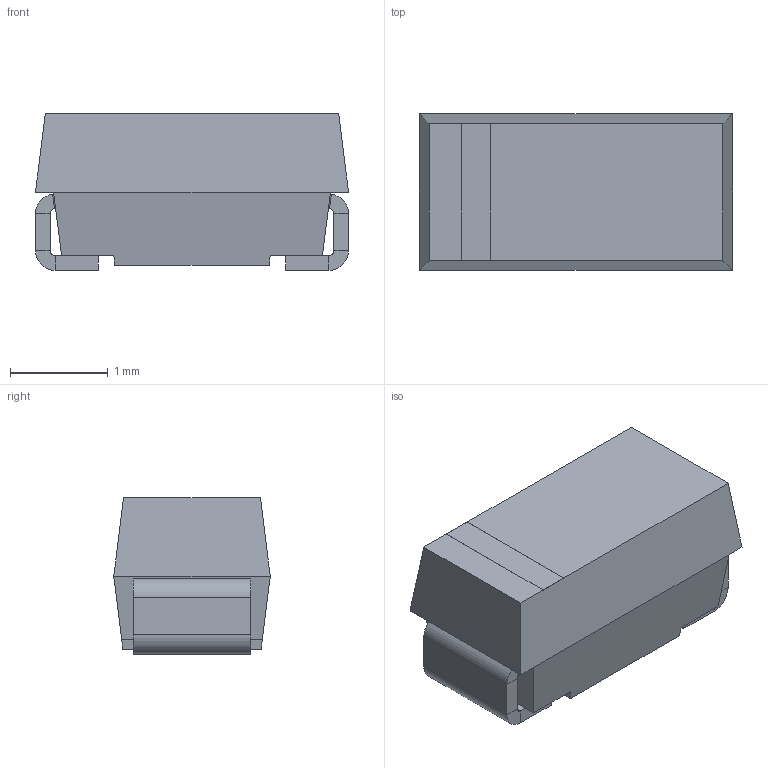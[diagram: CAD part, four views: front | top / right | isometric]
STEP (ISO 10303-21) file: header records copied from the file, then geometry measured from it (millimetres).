
FILE_DESCRIPTION(/* description */ (''),/* implementation_level */ '2;1');
FILE_NAME(/* name */ 'cap_tan_A.stp',/* time_stamp */ '2017-02-09T20:46:39-05:00',/* author */ (''),/* organization */ (''),/* preprocessor_version */ 'ST-DEVELOPER v16.5',/* originating_system */ 'Autodesk Translation Framework v5.2.0.2920',/* authorisation */ '');
FILE_SCHEMA (('AUTOMOTIVE_DESIGN { 1 0 10303 214 3 1 1 }'));
Length unit declared in the file: millimetre
Products named in the file (1): condensateurTantale_106C v2
Bounding box: 3.2 x 1.6 x 1.6 mm (x, y, z)
Volume: 7.1 mm3; surface area: 30.3 mm2
Topology: 4 solids, 4 shells, 66 faces, 138 edges, 80 vertices
Faces by surface type: plane 58, cylinder 8
Entity records: 1730 total; most frequent: DIRECTION 288, CARTESIAN_POINT 285, ORIENTED_EDGE 276, EDGE_CURVE 138, LINE 122, VECTOR 122, AXIS2_PLACEMENT_3D 83, VERTEX_POINT 80
